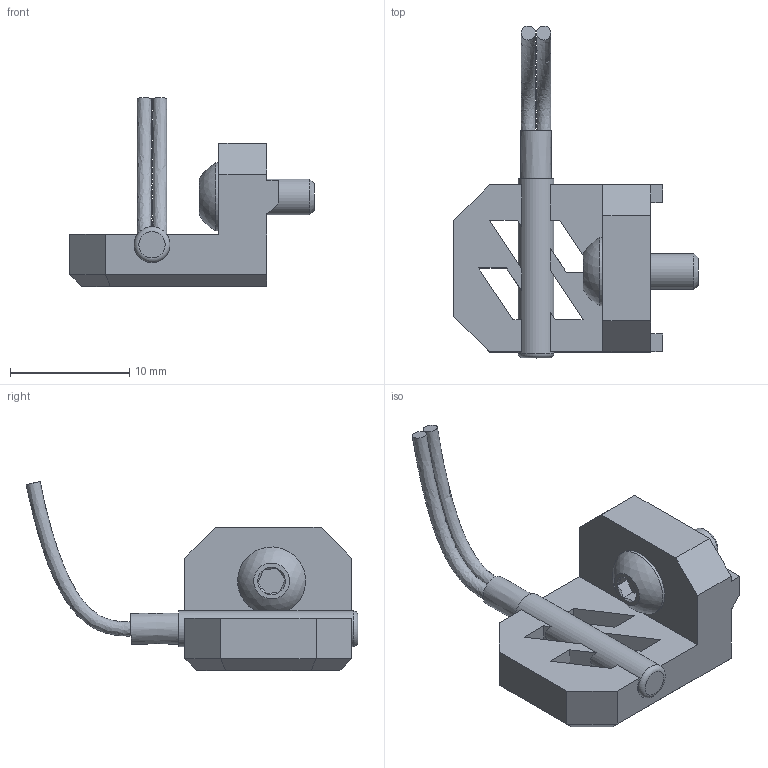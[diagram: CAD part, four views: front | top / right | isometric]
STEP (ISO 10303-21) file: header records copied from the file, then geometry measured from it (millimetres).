
FILE_DESCRIPTION(/* description */ (''),/* implementation_level */ '2;1');
FILE_NAME(/* name */ 'V0 Chamber Thermistor Mount.step',/* time_stamp */ '2023-02-23T18:26:32-05:00',/* author */ (''),/* organization */ (''),/* preprocessor_version */ 'ST-DEVELOPER v19.2',/* originating_system */ 'Autodesk Translation Framework v11.17.0.187',/* authorisation */ '');
FILE_SCHEMA (('AUTOMOTIVE_DESIGN { 1 0 10303 214 3 1 1 }'));
Length unit declared in the file: millimetre
Products named in the file (3): V0 Chamber Thermistor Mount; Thermistor; M3x8 BHCS
Assembly tree (2 placements, depth 2):
  V0 Chamber Thermistor Mount
    Thermistor
    M3x8 BHCS
Bounding box: 20.5 x 27.79 x 15.84 mm (x, y, z)
Volume: 1338.1 mm3; surface area: 1538.2 mm2
Topology: 3 solids, 3 shells, 85 faces, 201 edges, 125 vertices
Faces by surface type: plane 67, cone 7, cylinder 6, bspline 3, torus 1, sphere 1
Full cylindrical faces by diameter (mm): 3 x2, 3.4 x1, 5.7 x1
Entity records: 2817 total; most frequent: CARTESIAN_POINT 737, ORIENTED_EDGE 402, DIRECTION 394, EDGE_CURVE 201, LINE 158, VECTOR 158, VERTEX_POINT 125, AXIS2_PLACEMENT_3D 118
